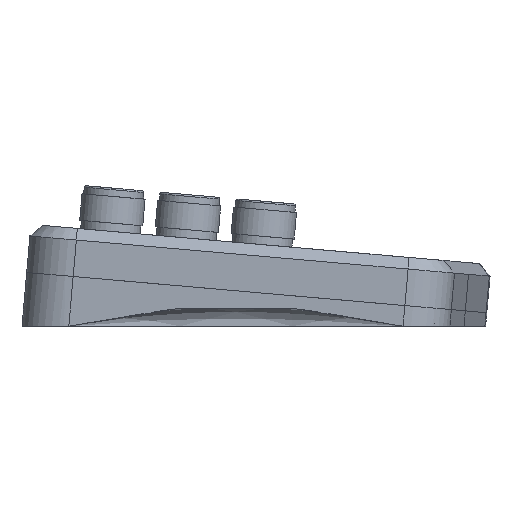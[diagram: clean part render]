
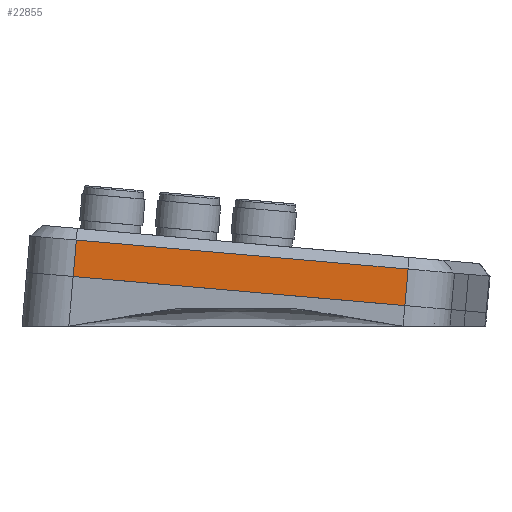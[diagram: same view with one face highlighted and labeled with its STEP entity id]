
A CAD part, left-side view. The second image highlights one B-rep face of the part: STEP entity #22855.
In plain terms, the highlighted planar face has unit normal (-1, 0, 0).
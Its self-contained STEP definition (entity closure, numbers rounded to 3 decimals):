
#1681=FACE_OUTER_BOUND('',#3085,.T.);
#3085=EDGE_LOOP('',(#18993,#18994,#18995,#18996));
#4941=LINE('',#34496,#7428);
#4965=LINE('',#34561,#7452);
#5303=LINE('',#35491,#7790);
#5304=LINE('',#35493,#7791);
#7428=VECTOR('',#28197,10.);
#7452=VECTOR('',#28259,10.);
#7790=VECTOR('',#29229,10.);
#7791=VECTOR('',#29232,10.);
#10331=VERTEX_POINT('',#34493);
#10332=VERTEX_POINT('',#34495);
#10351=VERTEX_POINT('',#34551);
#10353=VERTEX_POINT('',#34557);
#13049=EDGE_CURVE('',#10331,#10332,#4941,.T.);
#13082=EDGE_CURVE('',#10351,#10353,#4965,.T.);
#13547=EDGE_CURVE('',#10331,#10353,#5303,.T.);
#13548=EDGE_CURVE('',#10332,#10351,#5304,.T.);
#18993=ORIENTED_EDGE('',*,*,#13082,.F.);
#18994=ORIENTED_EDGE('',*,*,#13548,.F.);
#18995=ORIENTED_EDGE('',*,*,#13049,.F.);
#18996=ORIENTED_EDGE('',*,*,#13547,.T.);
#21830=PLANE('',#24567);
#22855=ADVANCED_FACE('',(#1681),#21830,.T.);
#24567=AXIS2_PLACEMENT_3D('',#35492,#29230,#29231);
#28197=DIRECTION('',(0.,0.996,0.087));
#28259=DIRECTION('',(0.,-0.996,-0.087));
#29229=DIRECTION('',(0.,-0.087,0.996));
#29230=DIRECTION('center_axis',(-1.,0.,0.));
#29231=DIRECTION('ref_axis',(0.,-0.996,-0.087));
#29232=DIRECTION('',(0.,-0.087,0.996));
#34493=CARTESIAN_POINT('',(-11.999,-19.12,-42.874));
#34495=CARTESIAN_POINT('',(-11.999,80.524,-34.156));
#34496=CARTESIAN_POINT('',(-11.999,80.524,-34.156));
#34551=CARTESIAN_POINT('',(-11.999,79.565,-23.198));
#34557=CARTESIAN_POINT('',(-11.999,-20.078,-31.916));
#34561=CARTESIAN_POINT('',(-11.999,51.982,-25.611));
#35491=CARTESIAN_POINT('',(-11.999,-19.73,-35.9));
#35492=CARTESIAN_POINT('Origin',(-11.999,79.914,-27.183));
#35493=CARTESIAN_POINT('',(-11.999,79.914,-27.183));
